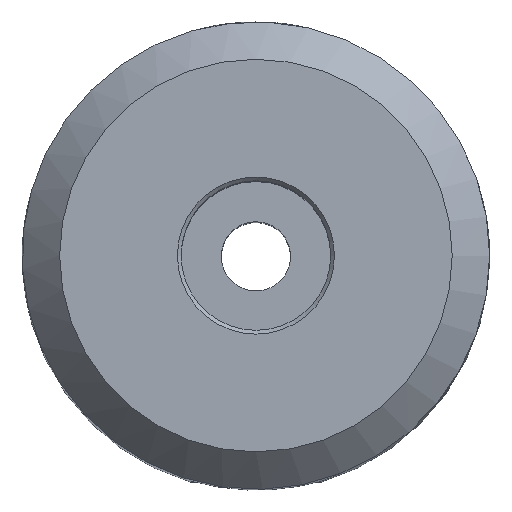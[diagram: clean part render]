
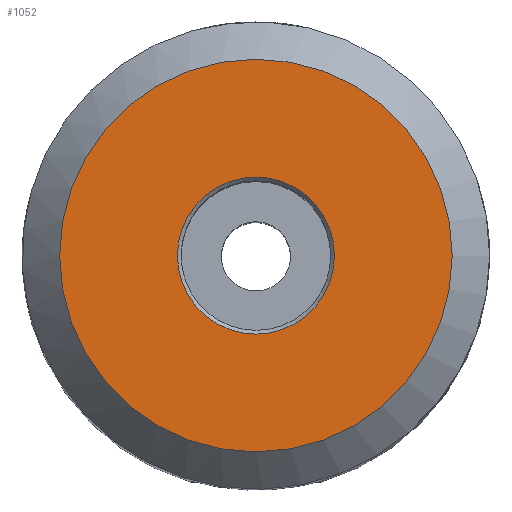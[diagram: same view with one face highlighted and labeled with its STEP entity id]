
A CAD part, top view. The second image highlights one B-rep face of the part: STEP entity #1052.
In plain terms, the highlighted planar face has unit normal (0, 0, 1).
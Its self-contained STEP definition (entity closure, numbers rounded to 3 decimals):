
#2 = ORIENTED_EDGE ( 'NONE', *, *, #1091, .T. ) ;
#11 = CARTESIAN_POINT ( 'NONE',  ( 0., 0., 65. ) ) ;
#80 = CIRCLE ( 'NONE', #116, 4.2 ) ;
#116 = AXIS2_PLACEMENT_3D ( 'NONE', #270, #265, #953 ) ;
#211 = EDGE_LOOP ( 'NONE', ( #2 ) ) ;
#265 = DIRECTION ( 'NONE',  ( 0., 0., -1. ) ) ;
#270 = CARTESIAN_POINT ( 'NONE',  ( 0., 0., 65. ) ) ;
#287 = PLANE ( 'NONE',  #1078 ) ;
#312 = VERTEX_POINT ( 'NONE', #556 ) ;
#321 = EDGE_CURVE ( 'NONE', #696, #696, #1015, .T. ) ;
#333 = CARTESIAN_POINT ( 'NONE',  ( 0., 0., 65. ) ) ;
#339 = DIRECTION ( 'NONE',  ( 1., 0., 0. ) ) ;
#505 = DIRECTION ( 'NONE',  ( 0., 0., 1. ) ) ;
#530 = AXIS2_PLACEMENT_3D ( 'NONE', #333, #505, #339 ) ;
#556 = CARTESIAN_POINT ( 'NONE',  ( 4.2, 0., 65. ) ) ;
#617 = FACE_BOUND ( 'NONE', #211, .T. ) ;
#624 = DIRECTION ( 'NONE',  ( 0., 0., 1. ) ) ;
#689 = ORIENTED_EDGE ( 'NONE', *, *, #321, .T. ) ;
#696 = VERTEX_POINT ( 'NONE', #1043 ) ;
#773 = FACE_OUTER_BOUND ( 'NONE', #908, .T. ) ;
#908 = EDGE_LOOP ( 'NONE', ( #689 ) ) ;
#953 = DIRECTION ( 'NONE',  ( 1., 0., 0. ) ) ;
#965 = DIRECTION ( 'NONE',  ( 1., 0., 0. ) ) ;
#1015 = CIRCLE ( 'NONE', #530, 10.5 ) ;
#1043 = CARTESIAN_POINT ( 'NONE',  ( 10.5, 0., 65. ) ) ;
#1052 = ADVANCED_FACE ( 'NONE', ( #617, #773 ), #287, .T. ) ;
#1078 = AXIS2_PLACEMENT_3D ( 'NONE', #11, #624, #965 ) ;
#1091 = EDGE_CURVE ( 'NONE', #312, #312, #80, .T. ) ;
